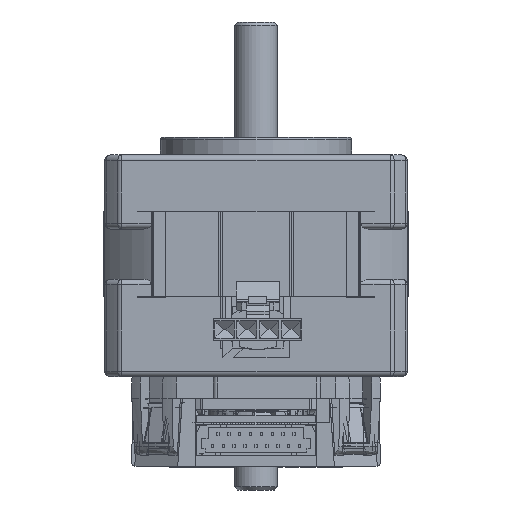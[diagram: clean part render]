
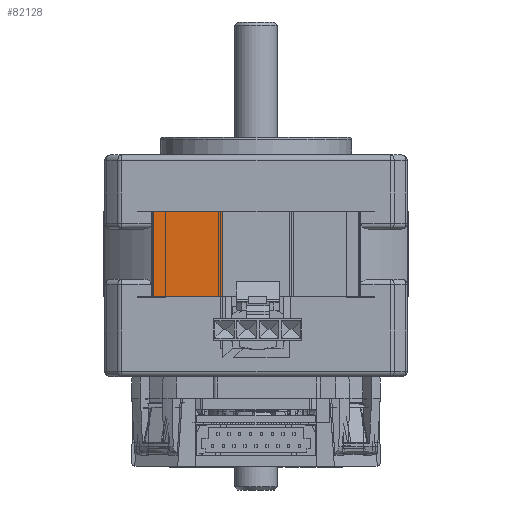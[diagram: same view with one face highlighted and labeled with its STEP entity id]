
A CAD part, front view. The second image highlights one B-rep face of the part: STEP entity #82128.
In plain terms, the highlighted planar face has unit normal (0, -1, 0).
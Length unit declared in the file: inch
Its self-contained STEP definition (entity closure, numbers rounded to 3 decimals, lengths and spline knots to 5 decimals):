
#3765 = ORIENTED_EDGE ( 'NONE', *, *, #65241, .F. ) ;
#4541 = LINE ( 'NONE', #36895, #22736 ) ;
#7368 = EDGE_CURVE ( 'NONE', #24787, #54706, #65101, .T. ) ;
#8800 = EDGE_CURVE ( 'NONE', #79354, #24787, #62241, .T. ) ;
#9856 = ORIENTED_EDGE ( 'NONE', *, *, #8800, .T. ) ;
#11702 = AXIS2_PLACEMENT_3D ( 'NONE', #15965, #51432, #66683 ) ;
#15781 = VECTOR ( 'NONE', #69513, 39.37008 ) ;
#15965 = CARTESIAN_POINT ( 'NONE',  ( 2.45347, 12.33576, 10.9719 ) ) ;
#16231 = CARTESIAN_POINT ( 'NONE',  ( 2.76941, 12.33576, 10.9719 ) ) ;
#16652 = DIRECTION ( 'NONE',  ( -1., 0., 0. ) ) ;
#21459 = ORIENTED_EDGE ( 'NONE', *, *, #7368, .T. ) ;
#22736 = VECTOR ( 'NONE', #73312, 39.37008 ) ;
#24787 = VERTEX_POINT ( 'NONE', #76929 ) ;
#29457 = VECTOR ( 'NONE', #52649, 39.37008 ) ;
#36895 = CARTESIAN_POINT ( 'NONE',  ( 2.45347, 12.33576, 10.9719 ) ) ;
#39747 = EDGE_LOOP ( 'NONE', ( #21459, #58734, #3765, #9856 ) ) ;
#42792 = CARTESIAN_POINT ( 'NONE',  ( 2.45347, 12.33576, 10.9719 ) ) ;
#46600 = CARTESIAN_POINT ( 'NONE',  ( 2.45347, 12.33576, 10.9719 ) ) ;
#48443 = CARTESIAN_POINT ( 'NONE',  ( 2.76941, 12.33576, 10.9719 ) ) ;
#51432 = DIRECTION ( 'NONE',  ( 0., 1., 0. ) ) ;
#52649 = DIRECTION ( 'NONE',  ( 0., 0., 1. ) ) ;
#54706 = VERTEX_POINT ( 'NONE', #64999 ) ;
#58734 = ORIENTED_EDGE ( 'NONE', *, *, #89317, .F. ) ;
#62241 = LINE ( 'NONE', #16231, #29457 ) ;
#64999 = CARTESIAN_POINT ( 'NONE',  ( 2.45347, 12.33576, 11.3579 ) ) ;
#65101 = LINE ( 'NONE', #74634, #66192 ) ;
#65241 = EDGE_CURVE ( 'NONE', #79354, #80431, #82725, .T. ) ;
#66192 = VECTOR ( 'NONE', #16652, 39.37008 ) ;
#66683 = DIRECTION ( 'NONE',  ( -1., 0., 0. ) ) ;
#69513 = DIRECTION ( 'NONE',  ( -1., 0., 0. ) ) ;
#73312 = DIRECTION ( 'NONE',  ( 0., 0., 1. ) ) ;
#74634 = CARTESIAN_POINT ( 'NONE',  ( 2.45347, 12.33576, 11.3579 ) ) ;
#76929 = CARTESIAN_POINT ( 'NONE',  ( 2.76941, 12.33576, 11.3579 ) ) ;
#79354 = VERTEX_POINT ( 'NONE', #48443 ) ;
#80431 = VERTEX_POINT ( 'NONE', #42792 ) ;
#82128 = ADVANCED_FACE ( 'NONE', ( #90454 ), #87620, .F. ) ;
#82725 = LINE ( 'NONE', #46600, #15781 ) ;
#87620 = PLANE ( 'NONE',  #11702 ) ;
#89317 = EDGE_CURVE ( 'NONE', #80431, #54706, #4541, .T. ) ;
#90454 = FACE_OUTER_BOUND ( 'NONE', #39747, .T. ) ;
